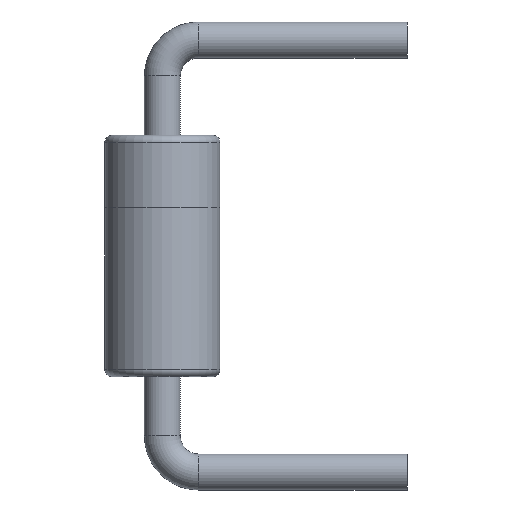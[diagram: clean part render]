
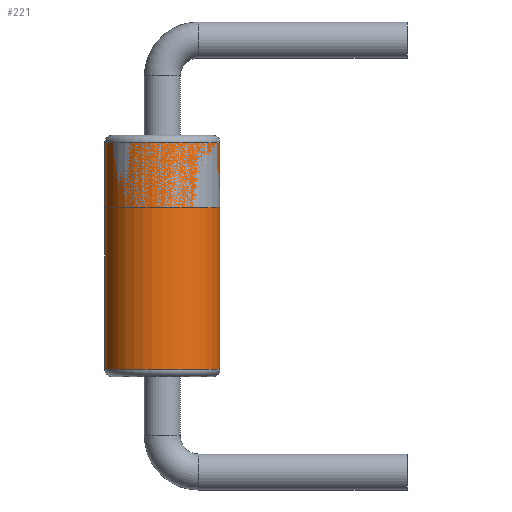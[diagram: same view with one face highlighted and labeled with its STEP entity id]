
A CAD part, top view. The second image highlights one B-rep face of the part: STEP entity #221.
In plain terms, the highlighted cylindrical face has radius 0.8 mm (diameter 1.6 mm), a full revolution.
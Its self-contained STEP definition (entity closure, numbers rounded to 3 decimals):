
#18=CYLINDRICAL_SURFACE('',#259,0.8);
#32=LINE('',#403,#38);
#38=VECTOR('',#315,0.8);
#47=FACE_OUTER_BOUND('',#66,.T.);
#66=EDGE_LOOP('',(#158,#159,#160,#161,#162,#163));
#84=CIRCLE('',#260,0.8);
#85=CIRCLE('',#261,0.8);
#86=CIRCLE('',#262,0.8);
#87=CIRCLE('',#263,0.8);
#107=VERTEX_POINT('',#398);
#108=VERTEX_POINT('',#399);
#109=VERTEX_POINT('',#402);
#110=VERTEX_POINT('',#404);
#126=EDGE_CURVE('',#107,#108,#84,.T.);
#127=EDGE_CURVE('',#108,#107,#85,.T.);
#128=EDGE_CURVE('',#108,#109,#32,.T.);
#129=EDGE_CURVE('',#109,#110,#86,.T.);
#130=EDGE_CURVE('',#110,#109,#87,.T.);
#158=ORIENTED_EDGE('',*,*,#126,.F.);
#159=ORIENTED_EDGE('',*,*,#127,.F.);
#160=ORIENTED_EDGE('',*,*,#128,.T.);
#161=ORIENTED_EDGE('',*,*,#129,.T.);
#162=ORIENTED_EDGE('',*,*,#130,.T.);
#163=ORIENTED_EDGE('',*,*,#128,.F.);
#221=ADVANCED_FACE('',(#47),#18,.T.);
#259=AXIS2_PLACEMENT_3D('',#397,#309,#310);
#260=AXIS2_PLACEMENT_3D('',#400,#311,#312);
#261=AXIS2_PLACEMENT_3D('',#401,#313,#314);
#262=AXIS2_PLACEMENT_3D('',#405,#316,#317);
#263=AXIS2_PLACEMENT_3D('',#406,#318,#319);
#309=DIRECTION('center_axis',(0.,1.,0.));
#310=DIRECTION('ref_axis',(-1.,0.,0.));
#311=DIRECTION('center_axis',(0.,1.,0.));
#312=DIRECTION('ref_axis',(1.,0.,0.));
#313=DIRECTION('center_axis',(0.,1.,0.));
#314=DIRECTION('ref_axis',(1.,0.,0.));
#315=DIRECTION('',(0.,-1.,0.));
#316=DIRECTION('center_axis',(0.,1.,0.));
#317=DIRECTION('ref_axis',(1.,0.,0.));
#318=DIRECTION('center_axis',(0.,1.,0.));
#319=DIRECTION('ref_axis',(1.,0.,0.));
#397=CARTESIAN_POINT('Origin',(0.,0.,0.));
#398=CARTESIAN_POINT('',(0.,1.575,-0.8));
#399=CARTESIAN_POINT('',(0.8,1.575,0.));
#400=CARTESIAN_POINT('Origin',(0.,1.575,0.));
#401=CARTESIAN_POINT('Origin',(0.,1.575,0.));
#402=CARTESIAN_POINT('',(0.8,-1.575,0.));
#403=CARTESIAN_POINT('',(0.8,0.,0.));
#404=CARTESIAN_POINT('',(0.,-1.575,-0.8));
#405=CARTESIAN_POINT('Origin',(0.,-1.575,0.));
#406=CARTESIAN_POINT('Origin',(0.,-1.575,0.));
